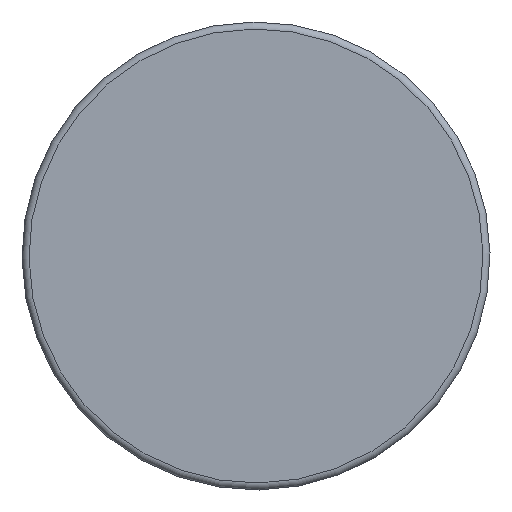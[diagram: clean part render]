
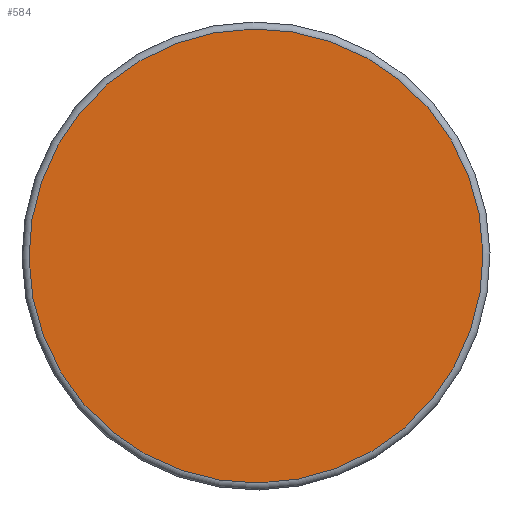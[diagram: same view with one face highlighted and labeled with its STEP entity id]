
A CAD part, front view. The second image highlights one B-rep face of the part: STEP entity #584.
In plain terms, the highlighted planar face has unit normal (0, -1, 0).
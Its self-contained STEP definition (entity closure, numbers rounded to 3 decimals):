
#41=PLANE('',#644);
#87=FACE_OUTER_BOUND('',#119,.T.);
#119=EDGE_LOOP('',(#414,#415));
#192=CIRCLE('',#645,9.718);
#193=CIRCLE('',#646,9.718);
#250=VERTEX_POINT('',#941);
#251=VERTEX_POINT('',#942);
#317=EDGE_CURVE('',#250,#251,#192,.T.);
#318=EDGE_CURVE('',#251,#250,#193,.T.);
#414=ORIENTED_EDGE('',*,*,#317,.F.);
#415=ORIENTED_EDGE('',*,*,#318,.F.);
#584=ADVANCED_FACE('',(#87),#41,.T.);
#644=AXIS2_PLACEMENT_3D('',#940,#751,#752);
#645=AXIS2_PLACEMENT_3D('',#943,#753,#754);
#646=AXIS2_PLACEMENT_3D('',#944,#755,#756);
#751=DIRECTION('center_axis',(0.,-1.,0.));
#752=DIRECTION('ref_axis',(0.511,0.,-0.86));
#753=DIRECTION('center_axis',(0.,1.,0.));
#754=DIRECTION('ref_axis',(-0.86,0.,-0.511));
#755=DIRECTION('center_axis',(0.,1.,0.));
#756=DIRECTION('ref_axis',(-0.86,0.,-0.511));
#940=CARTESIAN_POINT('Origin',(-4.177,-22.5,-2.483));
#941=CARTESIAN_POINT('',(-8.353,-22.5,-4.967));
#942=CARTESIAN_POINT('',(4.967,-22.5,-8.353));
#943=CARTESIAN_POINT('Origin',(0.,-22.5,0.));
#944=CARTESIAN_POINT('Origin',(0.,-22.5,0.));
